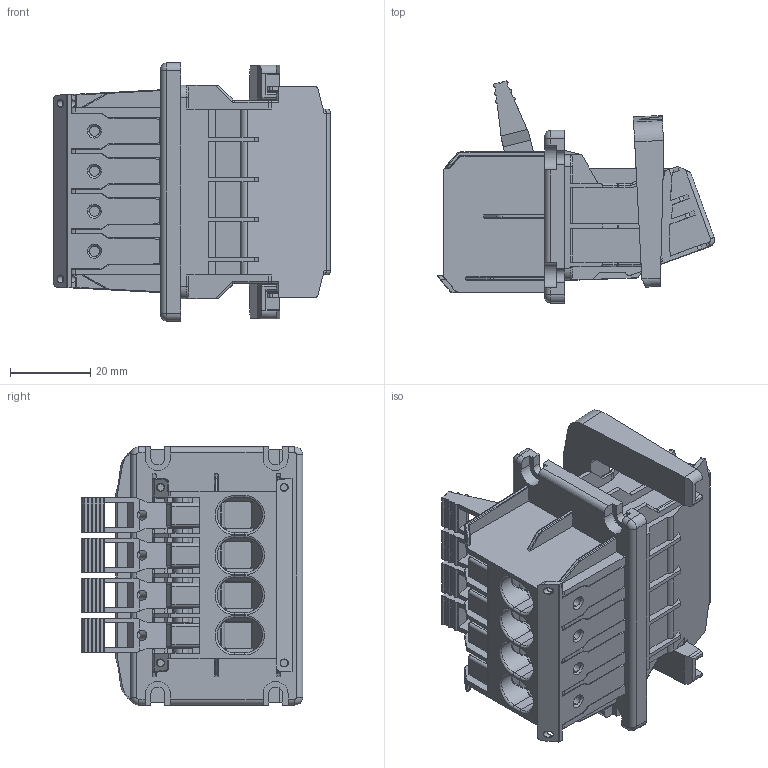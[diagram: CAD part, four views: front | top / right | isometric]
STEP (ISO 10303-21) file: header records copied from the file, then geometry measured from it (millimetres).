
FILE_DESCRIPTION(('SolidDesigner STEP Export'),'2;1');
FILE_NAME('plw_16-6_4-10.stp','2013-11-20T 7:54:44',(''),(''),'Creo Elements/Direct Modeling STEP processor for AP214 (Solid Model)','Creo Elements/Direct Modeling 18.1B 29-Sep-2012 (C) Parametric Technology GmbH','');
FILE_SCHEMA(('AUTOMOTIVE_DESIGN { 1 0 10303 214 1 1 1 1 }'));
Products named in the file (7): plw_16geh-4; plw_16hebel-1; plw_16hebel-2; plw_16hebel-3; plw_16hebel-4; plw_16sicherung-4; plw_16-6_4-10
Assembly tree (6 placements, depth 2):
  plw_16-6_4-10
    plw_16sicherung-4
    plw_16hebel-4
    plw_16hebel-3
    plw_16hebel-2
    plw_16hebel-1
    plw_16geh-4
Bounding box: 69.16 x 55.33 x 64.4 mm (x, y, z)
Volume: 83700.3 mm3; surface area: 36871.2 mm2
Topology: 6 solids, 6 shells, 1573 faces, 4315 edges, 2757 vertices
Faces by surface type: plane 768, cylinder 535, bspline 202, torus 50, cone 18
Entity records: 86198 total; most frequent: CARTESIAN_POINT 35865, ORIENTED_EDGE 8630, DIRECTION 6946, EDGE_CURVE 4315, VERTEX_POINT 2757, VECTOR 2588, LINE 2588, AXIS2_PLACEMENT_3D 2179
